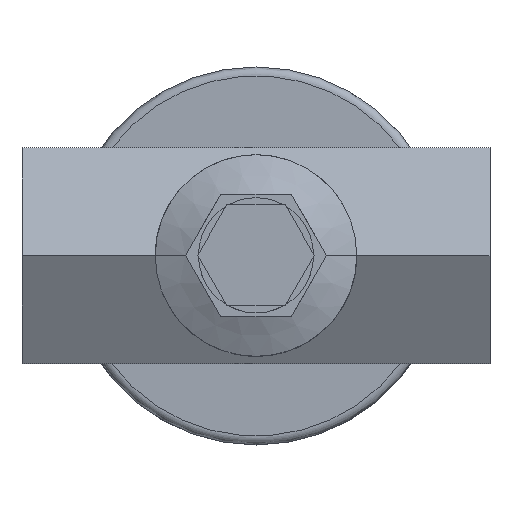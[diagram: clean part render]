
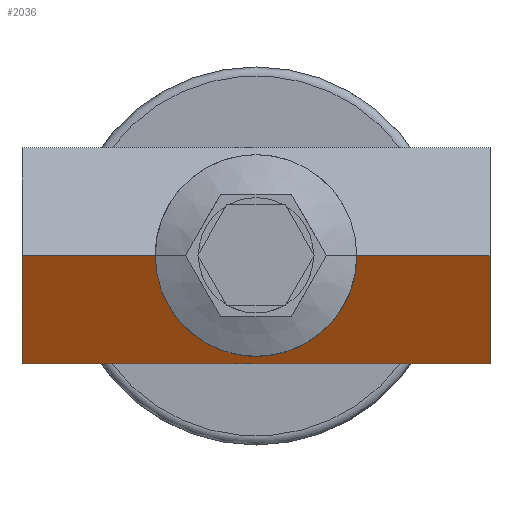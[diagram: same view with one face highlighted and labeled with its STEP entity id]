
A CAD part, top view. The second image highlights one B-rep face of the part: STEP entity #2036.
In plain terms, the highlighted planar face has unit normal (0, -0.5, 0.866).
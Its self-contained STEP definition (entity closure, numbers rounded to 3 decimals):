
#862=EDGE_CURVE('',#972,#952,#2348,.T.);
#872=EDGE_CURVE('',#1090,#1796,#2358,.T.);
#952=VERTEX_POINT('',#2451);
#972=VERTEX_POINT('',#2473);
#1090=VERTEX_POINT('',#2608);
#1092=EDGE_CURVE('',#1090,#1102,#2610,.T.);
#1102=VERTEX_POINT('',#2621);
#1364=EDGE_CURVE('',#2176,#1102,#2913,.T.);
#1592=EDGE_CURVE('',#972,#2176,#3169,.T.);
#1796=VERTEX_POINT('',#3393);
#1968=EDGE_CURVE('',#952,#1796,#3581,.T.);
#2036=ADVANCED_FACE('',(#3655),#3656,.T.);
#2176=VERTEX_POINT('',#3807);
#2348=ELLIPSE('',#4033,32.332,28.0);
#2358=LINE('',#4048,#4049);
#2451=CARTESIAN_POINT('',(28.0,0.,34.6));
#2473=CARTESIAN_POINT('',(-28.0,0.,34.6));
#2608=CARTESIAN_POINT('',(65.0,-29.964,17.3));
#2610=LINE('',#4396,#4397);
#2621=CARTESIAN_POINT('',(-65.0,-29.964,17.3));
#2913=LINE('',#4856,#4857);
#3169=LINE('',#5270,#5271);
#3393=CARTESIAN_POINT('',(65.0,0.,34.6));
#3581=LINE('',#5937,#5938);
#3655=FACE_OUTER_BOUND('',#6036,.T.);
#3656=PLANE('',#6037);
#3807=CARTESIAN_POINT('',(-65.0,0.,34.6));
#4033=AXIS2_PLACEMENT_3D('',#6511,#6512,#6513);
#4048=CARTESIAN_POINT('',(65.0,0.0,34.6));
#4049=VECTOR('',#6521,1.0);
#4396=CARTESIAN_POINT('',(0.0,-29.964,17.3));
#4397=VECTOR('',#6869,1.0);
#4856=CARTESIAN_POINT('',(-65.0,-29.964,17.3));
#4857=VECTOR('',#7258,1.0);
#5270=CARTESIAN_POINT('',(0.0,0.,34.6));
#5271=VECTOR('',#7578,1.0);
#5937=CARTESIAN_POINT('',(0.0,0.,34.6));
#5938=VECTOR('',#8062,1.0);
#6036=EDGE_LOOP('',(#8141,#8142,#8143,#8144,#8145,#8146));
#6037=AXIS2_PLACEMENT_3D('',#8147,#8148,#8149);
#6511=CARTESIAN_POINT('',(0.0,0.0,34.6));
#6512=DIRECTION('',(0.0,-0.5,0.866));
#6513=DIRECTION('',(0.0,0.866,0.5));
#6521=DIRECTION('',(0.0,0.866,0.5));
#6869=DIRECTION('',(-1.0,0.0,0.0));
#7258=DIRECTION('',(0.0,-0.866,-0.5));
#7578=DIRECTION('',(-1.0,0.0,0.0));
#8062=DIRECTION('',(1.0,0.0,0.0));
#8141=ORIENTED_EDGE('',*,*,#862,.F.);
#8142=ORIENTED_EDGE('',*,*,#1592,.T.);
#8143=ORIENTED_EDGE('',*,*,#1364,.T.);
#8144=ORIENTED_EDGE('',*,*,#1092,.F.);
#8145=ORIENTED_EDGE('',*,*,#872,.T.);
#8146=ORIENTED_EDGE('',*,*,#1968,.F.);
#8147=CARTESIAN_POINT('',(0.0,0.,34.6));
#8148=DIRECTION('',(0.0,-0.5,0.866));
#8149=DIRECTION('',(0.0,0.866,0.5));
